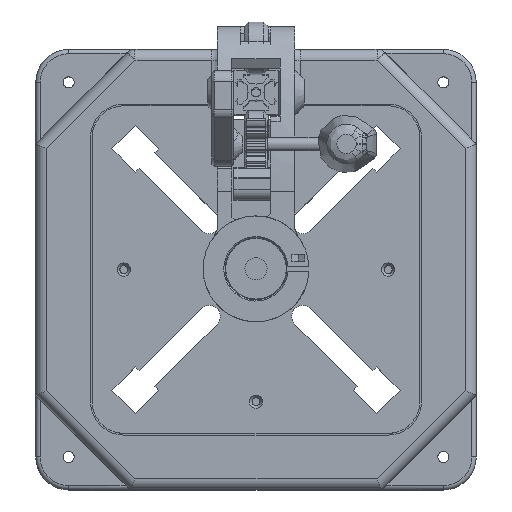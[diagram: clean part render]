
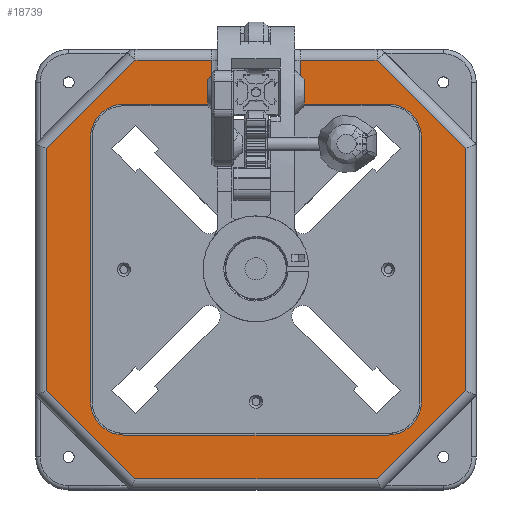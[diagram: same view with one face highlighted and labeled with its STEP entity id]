
A CAD part, top view. The second image highlights one B-rep face of the part: STEP entity #18739.
In plain terms, the highlighted planar face has unit normal (0, 0, 1).
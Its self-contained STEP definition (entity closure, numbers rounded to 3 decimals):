
#1377=CIRCLE('',#20202,15.1);
#1378=CIRCLE('',#20203,15.1);
#1379=CIRCLE('',#20204,15.1);
#1380=CIRCLE('',#20205,15.1);
#2262=FACE_OUTER_BOUND('',#3425,.T.);
#3425=EDGE_LOOP('',(#15388,#15389,#15390,#15391,#15392,#15393,#15394,#15395,
#15396,#15397,#15398,#15399,#15400,#15401,#15402,#15403,#15404,#15405,#15406,
#15407));
#5107=LINE('',#33467,#6905);
#5108=LINE('',#33472,#6906);
#5110=LINE('',#33493,#6908);
#5112=LINE('',#33500,#6910);
#5113=LINE('',#33504,#6911);
#5114=LINE('',#33508,#6912);
#5115=LINE('',#33512,#6913);
#5116=LINE('',#33516,#6914);
#5117=LINE('',#33519,#6915);
#5118=LINE('',#33521,#6916);
#5119=LINE('',#33523,#6917);
#5120=LINE('',#33525,#6918);
#5121=LINE('',#33527,#6919);
#5122=LINE('',#33529,#6920);
#5123=LINE('',#33531,#6921);
#5124=LINE('',#33532,#6922);
#6905=VECTOR('',#23843,10.);
#6906=VECTOR('',#23848,10.);
#6908=VECTOR('',#23862,10.);
#6910=VECTOR('',#23872,10.);
#6911=VECTOR('',#23877,10.);
#6912=VECTOR('',#23880,10.);
#6913=VECTOR('',#23883,10.);
#6914=VECTOR('',#23886,10.);
#6915=VECTOR('',#23889,10.);
#6916=VECTOR('',#23890,10.);
#6917=VECTOR('',#23891,10.);
#6918=VECTOR('',#23892,10.);
#6919=VECTOR('',#23893,10.);
#6920=VECTOR('',#23894,10.);
#6921=VECTOR('',#23895,10.);
#6922=VECTOR('',#23896,10.);
#8638=VERTEX_POINT('',#33450);
#8640=VERTEX_POINT('',#33465);
#8641=VERTEX_POINT('',#33469);
#8642=VERTEX_POINT('',#33471);
#8645=VERTEX_POINT('',#33492);
#8646=VERTEX_POINT('',#33499);
#8647=VERTEX_POINT('',#33503);
#8648=VERTEX_POINT('',#33505);
#8649=VERTEX_POINT('',#33507);
#8650=VERTEX_POINT('',#33509);
#8651=VERTEX_POINT('',#33511);
#8652=VERTEX_POINT('',#33513);
#8653=VERTEX_POINT('',#33515);
#8654=VERTEX_POINT('',#33517);
#8655=VERTEX_POINT('',#33520);
#8656=VERTEX_POINT('',#33522);
#8657=VERTEX_POINT('',#33524);
#8658=VERTEX_POINT('',#33526);
#8659=VERTEX_POINT('',#33528);
#8660=VERTEX_POINT('',#33530);
#10987=EDGE_CURVE('',#8640,#8638,#5107,.T.);
#10989=EDGE_CURVE('',#8641,#8642,#5108,.T.);
#10995=EDGE_CURVE('',#8638,#8645,#5110,.T.);
#10999=EDGE_CURVE('',#8646,#8645,#5112,.T.);
#11001=EDGE_CURVE('',#8640,#8647,#5113,.T.);
#11002=EDGE_CURVE('',#8647,#8648,#1377,.T.);
#11003=EDGE_CURVE('',#8649,#8648,#5114,.T.);
#11004=EDGE_CURVE('',#8650,#8649,#1378,.T.);
#11005=EDGE_CURVE('',#8651,#8650,#5115,.T.);
#11006=EDGE_CURVE('',#8652,#8651,#1379,.T.);
#11007=EDGE_CURVE('',#8653,#8652,#5116,.T.);
#11008=EDGE_CURVE('',#8653,#8654,#1380,.T.);
#11009=EDGE_CURVE('',#8654,#8642,#5117,.T.);
#11010=EDGE_CURVE('',#8655,#8641,#5118,.T.);
#11011=EDGE_CURVE('',#8655,#8656,#5119,.T.);
#11012=EDGE_CURVE('',#8657,#8656,#5120,.T.);
#11013=EDGE_CURVE('',#8658,#8657,#5121,.T.);
#11014=EDGE_CURVE('',#8659,#8658,#5122,.T.);
#11015=EDGE_CURVE('',#8660,#8659,#5123,.T.);
#11016=EDGE_CURVE('',#8660,#8646,#5124,.T.);
#15388=ORIENTED_EDGE('',*,*,#10987,.F.);
#15389=ORIENTED_EDGE('',*,*,#11001,.T.);
#15390=ORIENTED_EDGE('',*,*,#11002,.T.);
#15391=ORIENTED_EDGE('',*,*,#11003,.F.);
#15392=ORIENTED_EDGE('',*,*,#11004,.F.);
#15393=ORIENTED_EDGE('',*,*,#11005,.F.);
#15394=ORIENTED_EDGE('',*,*,#11006,.F.);
#15395=ORIENTED_EDGE('',*,*,#11007,.F.);
#15396=ORIENTED_EDGE('',*,*,#11008,.T.);
#15397=ORIENTED_EDGE('',*,*,#11009,.T.);
#15398=ORIENTED_EDGE('',*,*,#10989,.F.);
#15399=ORIENTED_EDGE('',*,*,#11010,.F.);
#15400=ORIENTED_EDGE('',*,*,#11011,.T.);
#15401=ORIENTED_EDGE('',*,*,#11012,.F.);
#15402=ORIENTED_EDGE('',*,*,#11013,.F.);
#15403=ORIENTED_EDGE('',*,*,#11014,.F.);
#15404=ORIENTED_EDGE('',*,*,#11015,.F.);
#15405=ORIENTED_EDGE('',*,*,#11016,.T.);
#15406=ORIENTED_EDGE('',*,*,#10999,.T.);
#15407=ORIENTED_EDGE('',*,*,#10995,.F.);
#17923=PLANE('',#20201);
#18739=ADVANCED_FACE('',(#2262),#17923,.T.);
#20201=AXIS2_PLACEMENT_3D('',#33502,#23875,#23876);
#20202=AXIS2_PLACEMENT_3D('',#33506,#23878,#23879);
#20203=AXIS2_PLACEMENT_3D('',#33510,#23881,#23882);
#20204=AXIS2_PLACEMENT_3D('',#33514,#23884,#23885);
#20205=AXIS2_PLACEMENT_3D('',#33518,#23887,#23888);
#23843=DIRECTION('',(0.,1.,0.));
#23848=DIRECTION('',(0.,-1.,0.));
#23862=DIRECTION('',(1.,0.,0.));
#23872=DIRECTION('',(-0.707,0.707,0.));
#23875=DIRECTION('center_axis',(0.,0.,1.));
#23876=DIRECTION('ref_axis',(1.,0.,0.));
#23877=DIRECTION('',(1.,0.,0.));
#23878=DIRECTION('center_axis',(0.,0.,-1.));
#23879=DIRECTION('ref_axis',(0.,1.,0.));
#23880=DIRECTION('',(0.,1.,0.));
#23881=DIRECTION('center_axis',(0.,0.,1.));
#23882=DIRECTION('ref_axis',(0.,-1.,0.));
#23883=DIRECTION('',(1.,0.,0.));
#23884=DIRECTION('center_axis',(0.,0.,1.));
#23885=DIRECTION('ref_axis',(-1.,0.,0.));
#23886=DIRECTION('',(0.,-1.,0.));
#23887=DIRECTION('center_axis',(0.,0.,-1.));
#23888=DIRECTION('ref_axis',(-1.,0.,0.));
#23889=DIRECTION('',(1.,0.,0.));
#23890=DIRECTION('',(1.,0.,0.));
#23891=DIRECTION('',(-0.707,-0.707,0.));
#23892=DIRECTION('',(0.,1.,0.));
#23893=DIRECTION('',(-0.707,0.707,0.));
#23894=DIRECTION('',(-1.,0.,0.));
#23895=DIRECTION('',(-0.707,-0.707,0.));
#23896=DIRECTION('',(0.,1.,0.));
#33450=CARTESIAN_POINT('',(20.3,-25.,35.));
#33465=CARTESIAN_POINT('',(20.3,-44.9,35.));
#33467=CARTESIAN_POINT('',(20.3,-81.,35.));
#33469=CARTESIAN_POINT('',(-20.3,-25.,35.));
#33471=CARTESIAN_POINT('',(-20.3,-44.9,35.));
#33472=CARTESIAN_POINT('',(-20.3,-71.,35.));
#33492=CARTESIAN_POINT('',(54.929,-25.,35.));
#33493=CARTESIAN_POINT('',(-50.,-25.,35.));
#33499=CARTESIAN_POINT('',(95.,-65.071,35.));
#33500=CARTESIAN_POINT('',(66.214,-36.286,35.));
#33502=CARTESIAN_POINT('Origin',(0.,-112.,35.));
#33503=CARTESIAN_POINT('',(60.,-44.9,35.));
#33504=CARTESIAN_POINT('',(-33.929,-44.9,35.));
#33505=CARTESIAN_POINT('',(75.1,-60.,35.));
#33506=CARTESIAN_POINT('Origin',(60.,-60.,35.));
#33507=CARTESIAN_POINT('',(75.1,-180.,35.));
#33508=CARTESIAN_POINT('',(75.1,-149.929,35.));
#33509=CARTESIAN_POINT('',(60.,-195.1,35.));
#33510=CARTESIAN_POINT('Origin',(60.,-180.,35.));
#33511=CARTESIAN_POINT('',(-60.,-195.1,35.));
#33512=CARTESIAN_POINT('',(-33.929,-195.1,35.));
#33513=CARTESIAN_POINT('',(-75.1,-180.,35.));
#33514=CARTESIAN_POINT('Origin',(-60.,-180.,35.));
#33515=CARTESIAN_POINT('',(-75.1,-60.,35.));
#33516=CARTESIAN_POINT('',(-75.1,-82.418,35.));
#33517=CARTESIAN_POINT('',(-60.,-44.9,35.));
#33518=CARTESIAN_POINT('Origin',(-60.,-60.,35.));
#33519=CARTESIAN_POINT('',(-33.929,-44.9,35.));
#33520=CARTESIAN_POINT('',(-54.929,-25.,35.));
#33521=CARTESIAN_POINT('',(-50.,-25.,35.));
#33522=CARTESIAN_POINT('',(-95.,-65.071,35.));
#33523=CARTESIAN_POINT('',(-87.714,-57.786,35.));
#33524=CARTESIAN_POINT('',(-95.,-174.929,35.));
#33525=CARTESIAN_POINT('',(-95.,-66.,35.));
#33526=CARTESIAN_POINT('',(-54.929,-215.,35.));
#33527=CARTESIAN_POINT('',(-87.714,-182.214,35.));
#33528=CARTESIAN_POINT('',(54.929,-215.,35.));
#33529=CARTESIAN_POINT('',(-50.,-215.,35.));
#33530=CARTESIAN_POINT('',(95.,-174.929,35.));
#33531=CARTESIAN_POINT('',(66.214,-203.714,35.));
#33532=CARTESIAN_POINT('',(95.,-74.,35.));
